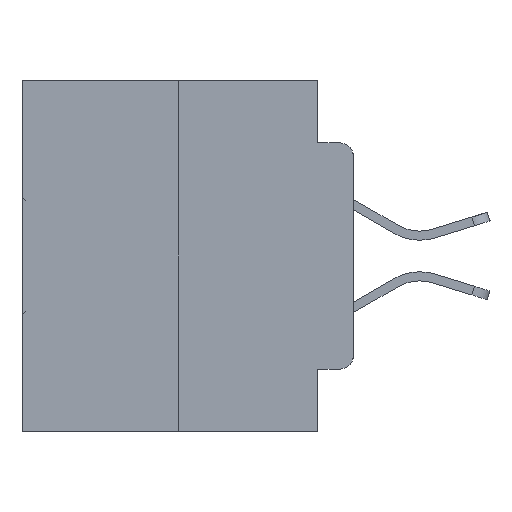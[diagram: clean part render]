
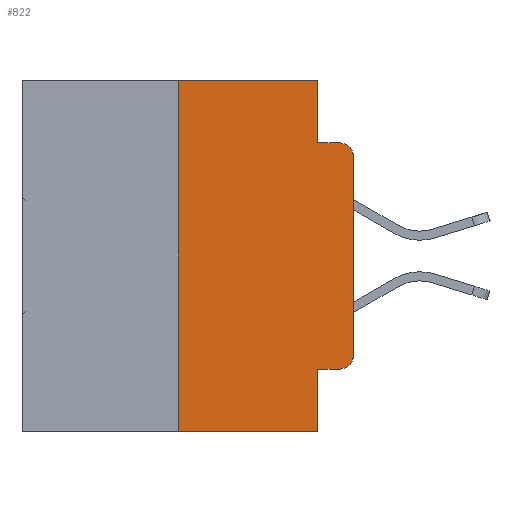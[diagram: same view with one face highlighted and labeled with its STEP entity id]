
A CAD part, left-side view. The second image highlights one B-rep face of the part: STEP entity #822.
In plain terms, the highlighted planar face has unit normal (-1, 0, 0).
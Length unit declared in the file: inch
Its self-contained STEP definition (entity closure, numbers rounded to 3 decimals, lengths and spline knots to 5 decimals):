
#822 = ADVANCED_FACE ( 'NONE', ( #10315 ), #20027, .F. ) ;
#869 = VECTOR ( 'NONE', #6673, 39.37008 ) ;
#1720 = ORIENTED_EDGE ( 'NONE', *, *, #27283, .F. ) ;
#1840 = LINE ( 'NONE', #14582, #869 ) ;
#2497 = CARTESIAN_POINT ( 'NONE',  ( 0., 0.25, 0. ) ) ;
#2776 = VERTEX_POINT ( 'NONE', #24534 ) ;
#3264 = DIRECTION ( 'NONE',  ( 0., -1., 0. ) ) ;
#3927 = DIRECTION ( 'NONE',  ( 0., -1., 0. ) ) ;
#3966 = CARTESIAN_POINT ( 'NONE',  ( 0., 0., 0. ) ) ;
#4155 = CARTESIAN_POINT ( 'NONE',  ( 0., 0., -0.3915 ) ) ;
#4299 = VERTEX_POINT ( 'NONE', #4155 ) ;
#5154 = CARTESIAN_POINT ( 'NONE',  ( 0., 0.051, -0.4115 ) ) ;
#5174 = CIRCLE ( 'NONE', #26690, 0.02 ) ;
#5569 = CARTESIAN_POINT ( 'NONE',  ( 0., 0.051, 0. ) ) ;
#6054 = EDGE_CURVE ( 'NONE', #20774, #4299, #30180, .T. ) ;
#6143 = LINE ( 'NONE', #3966, #15011 ) ;
#6470 = DIRECTION ( 'NONE',  ( 0., 0., 1. ) ) ;
#6476 = VERTEX_POINT ( 'NONE', #9080 ) ;
#6511 = DIRECTION ( 'NONE',  ( 0., 0., -1. ) ) ;
#6637 = ORIENTED_EDGE ( 'NONE', *, *, #6680, .T. ) ;
#6673 = DIRECTION ( 'NONE',  ( 0., 0., -1. ) ) ;
#6680 = EDGE_CURVE ( 'NONE', #16980, #6476, #23011, .T. ) ;
#7025 = VERTEX_POINT ( 'NONE', #5154 ) ;
#7028 = VERTEX_POINT ( 'NONE', #2497 ) ;
#7600 = LINE ( 'NONE', #23726, #13472 ) ;
#7835 = CARTESIAN_POINT ( 'NONE',  ( 0., 0.25, 0. ) ) ;
#7936 = CARTESIAN_POINT ( 'NONE',  ( 0., 0.473, 0. ) ) ;
#8128 = AXIS2_PLACEMENT_3D ( 'NONE', #9266, #26175, #16691 ) ;
#8474 = CARTESIAN_POINT ( 'NONE',  ( 0., 0.02, -0.4115 ) ) ;
#9080 = CARTESIAN_POINT ( 'NONE',  ( 0., 0.051, -0.5 ) ) ;
#9225 = EDGE_CURVE ( 'NONE', #7025, #20774, #12718, .T. ) ;
#9266 = CARTESIAN_POINT ( 'NONE',  ( 0., 0.02, -0.3915 ) ) ;
#9867 = VECTOR ( 'NONE', #15795, 39.37008 ) ;
#10315 = FACE_OUTER_BOUND ( 'NONE', #11682, .T. ) ;
#11180 = LINE ( 'NONE', #29039, #29875 ) ;
#11682 = EDGE_LOOP ( 'NONE', ( #26259, #20904, #23714, #11977, #22075, #30719, #6637, #1720, #13666, #26801 ) ) ;
#11697 = DIRECTION ( 'NONE',  ( 0., 0., -1. ) ) ;
#11756 = CARTESIAN_POINT ( 'NONE',  ( 0., 0., -0.1085 ) ) ;
#11977 = ORIENTED_EDGE ( 'NONE', *, *, #26109, .F. ) ;
#12444 = EDGE_CURVE ( 'NONE', #4299, #20193, #6143, .T. ) ;
#12470 = DIRECTION ( 'NONE',  ( 0., 0., -1. ) ) ;
#12474 = DIRECTION ( 'NONE',  ( 0., 0., 1. ) ) ;
#12718 = LINE ( 'NONE', #22718, #16890 ) ;
#12773 = EDGE_CURVE ( 'NONE', #2776, #28504, #7600, .T. ) ;
#13008 = CARTESIAN_POINT ( 'NONE',  ( 0., 0.473, -0.5 ) ) ;
#13472 = VECTOR ( 'NONE', #3927, 39.37008 ) ;
#13666 = ORIENTED_EDGE ( 'NONE', *, *, #9225, .T. ) ;
#14424 = VERTEX_POINT ( 'NONE', #5569 ) ;
#14582 = CARTESIAN_POINT ( 'NONE',  ( 0., 0.051, 0. ) ) ;
#14924 = DIRECTION ( 'NONE',  ( 1., 0., 0. ) ) ;
#15011 = VECTOR ( 'NONE', #6470, 39.37008 ) ;
#15417 = CARTESIAN_POINT ( 'NONE',  ( 0., 0.473, 0. ) ) ;
#15795 = DIRECTION ( 'NONE',  ( 0., -1., 0. ) ) ;
#16691 = DIRECTION ( 'NONE',  ( 0., 0., -1. ) ) ;
#16890 = VECTOR ( 'NONE', #3264, 39.37008 ) ;
#16980 = VERTEX_POINT ( 'NONE', #32141 ) ;
#20027 = PLANE ( 'NONE',  #26178 ) ;
#20193 = VERTEX_POINT ( 'NONE', #11756 ) ;
#20774 = VERTEX_POINT ( 'NONE', #8474 ) ;
#20904 = ORIENTED_EDGE ( 'NONE', *, *, #26826, .T. ) ;
#22075 = ORIENTED_EDGE ( 'NONE', *, *, #26646, .F. ) ;
#22718 = CARTESIAN_POINT ( 'NONE',  ( 0., 0.051, -0.4115 ) ) ;
#22745 = LINE ( 'NONE', #7936, #24580 ) ;
#23011 = LINE ( 'NONE', #13008, #9867 ) ;
#23068 = DIRECTION ( 'NONE',  ( -1., 0., 0. ) ) ;
#23714 = ORIENTED_EDGE ( 'NONE', *, *, #12773, .F. ) ;
#23726 = CARTESIAN_POINT ( 'NONE',  ( 0., 0.051, -0.0885 ) ) ;
#24534 = CARTESIAN_POINT ( 'NONE',  ( 0., 0.051, -0.0885 ) ) ;
#24580 = VECTOR ( 'NONE', #32431, 39.37008 ) ;
#26109 = EDGE_CURVE ( 'NONE', #14424, #2776, #1840, .T. ) ;
#26175 = DIRECTION ( 'NONE',  ( -1., 0., 0. ) ) ;
#26178 = AXIS2_PLACEMENT_3D ( 'NONE', #15417, #14924, #12470 ) ;
#26259 = ORIENTED_EDGE ( 'NONE', *, *, #12444, .T. ) ;
#26646 = EDGE_CURVE ( 'NONE', #7028, #14424, #22745, .T. ) ;
#26690 = AXIS2_PLACEMENT_3D ( 'NONE', #28577, #23068, #11697 ) ;
#26801 = ORIENTED_EDGE ( 'NONE', *, *, #6054, .T. ) ;
#26826 = EDGE_CURVE ( 'NONE', #20193, #28504, #5174, .T. ) ;
#27283 = EDGE_CURVE ( 'NONE', #7025, #6476, #11180, .T. ) ;
#27893 = VECTOR ( 'NONE', #12474, 39.37008 ) ;
#28504 = VERTEX_POINT ( 'NONE', #32396 ) ;
#28577 = CARTESIAN_POINT ( 'NONE',  ( 0., 0.02, -0.1085 ) ) ;
#29039 = CARTESIAN_POINT ( 'NONE',  ( 0., 0.051, 0. ) ) ;
#29875 = VECTOR ( 'NONE', #6511, 39.37008 ) ;
#30021 = LINE ( 'NONE', #7835, #27893 ) ;
#30180 = CIRCLE ( 'NONE', #8128, 0.02 ) ;
#30719 = ORIENTED_EDGE ( 'NONE', *, *, #31494, .F. ) ;
#31494 = EDGE_CURVE ( 'NONE', #16980, #7028, #30021, .T. ) ;
#32141 = CARTESIAN_POINT ( 'NONE',  ( 0., 0.25, -0.5 ) ) ;
#32396 = CARTESIAN_POINT ( 'NONE',  ( 0., 0.02, -0.0885 ) ) ;
#32431 = DIRECTION ( 'NONE',  ( 0., -1., 0. ) ) ;
